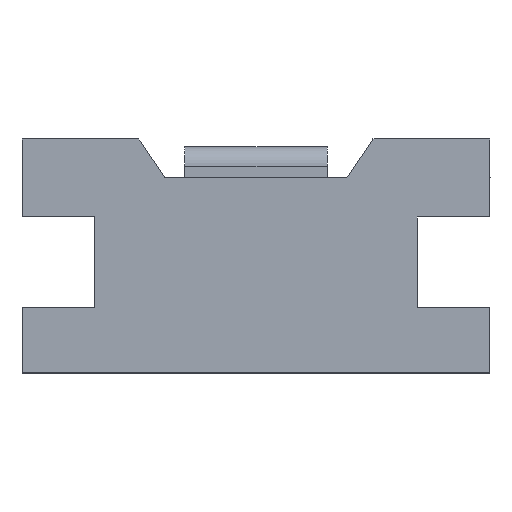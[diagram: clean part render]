
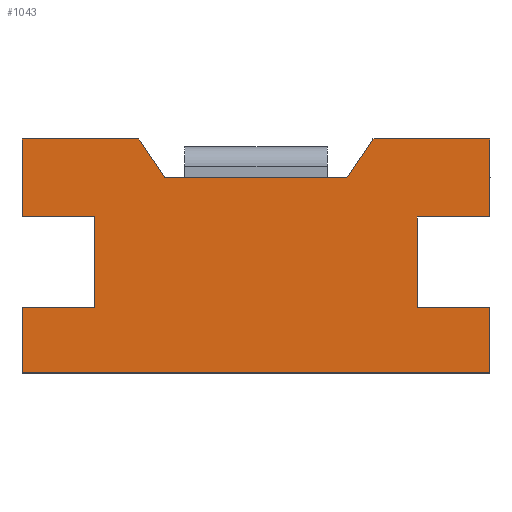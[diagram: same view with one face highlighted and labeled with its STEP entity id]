
A CAD part, front view. The second image highlights one B-rep face of the part: STEP entity #1043.
In plain terms, the highlighted planar face has unit normal (0, -1, 0).
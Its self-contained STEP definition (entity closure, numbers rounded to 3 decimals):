
#65=PLANE('',#1129);
#119=FACE_OUTER_BOUND('',#175,.T.);
#175=EDGE_LOOP('',(#893,#894,#895,#896,#897,#898,#899,#900,#901,#902,#903,
#904,#905,#906,#907,#908));
#204=LINE('',#1467,#332);
#216=LINE('',#1491,#344);
#221=LINE('',#1500,#349);
#236=LINE('',#1532,#364);
#245=LINE('',#1550,#373);
#257=LINE('',#1573,#385);
#293=LINE('',#1663,#421);
#294=LINE('',#1665,#422);
#295=LINE('',#1667,#423);
#296=LINE('',#1669,#424);
#297=LINE('',#1671,#425);
#298=LINE('',#1673,#426);
#299=LINE('',#1675,#427);
#300=LINE('',#1677,#428);
#301=LINE('',#1679,#429);
#302=LINE('',#1680,#430);
#332=VECTOR('',#1192,10.);
#344=VECTOR('',#1208,10.);
#349=VECTOR('',#1217,10.);
#364=VECTOR('',#1238,10.);
#373=VECTOR('',#1253,10.);
#385=VECTOR('',#1279,10.);
#421=VECTOR('',#1367,10.);
#422=VECTOR('',#1368,10.);
#423=VECTOR('',#1369,10.);
#424=VECTOR('',#1370,10.);
#425=VECTOR('',#1371,10.);
#426=VECTOR('',#1372,10.);
#427=VECTOR('',#1373,10.);
#428=VECTOR('',#1374,10.);
#429=VECTOR('',#1375,10.);
#430=VECTOR('',#1376,10.);
#479=VERTEX_POINT('',#1464);
#480=VERTEX_POINT('',#1466);
#489=VERTEX_POINT('',#1488);
#490=VERTEX_POINT('',#1490);
#505=VERTEX_POINT('',#1529);
#506=VERTEX_POINT('',#1531);
#511=VERTEX_POINT('',#1547);
#512=VERTEX_POINT('',#1549);
#545=VERTEX_POINT('',#1664);
#546=VERTEX_POINT('',#1666);
#547=VERTEX_POINT('',#1668);
#548=VERTEX_POINT('',#1670);
#549=VERTEX_POINT('',#1672);
#550=VERTEX_POINT('',#1674);
#551=VERTEX_POINT('',#1676);
#552=VERTEX_POINT('',#1678);
#580=EDGE_CURVE('',#479,#480,#204,.T.);
#592=EDGE_CURVE('',#489,#490,#216,.T.);
#597=EDGE_CURVE('',#490,#479,#221,.T.);
#612=EDGE_CURVE('',#506,#505,#236,.T.);
#621=EDGE_CURVE('',#511,#512,#245,.T.);
#633=EDGE_CURVE('',#506,#511,#257,.T.);
#677=EDGE_CURVE('',#489,#512,#293,.T.);
#678=EDGE_CURVE('',#505,#545,#294,.T.);
#679=EDGE_CURVE('',#545,#546,#295,.T.);
#680=EDGE_CURVE('',#546,#547,#296,.T.);
#681=EDGE_CURVE('',#547,#548,#297,.T.);
#682=EDGE_CURVE('',#549,#548,#298,.T.);
#683=EDGE_CURVE('',#550,#549,#299,.T.);
#684=EDGE_CURVE('',#551,#550,#300,.F.);
#685=EDGE_CURVE('',#552,#551,#301,.T.);
#686=EDGE_CURVE('',#480,#552,#302,.F.);
#893=ORIENTED_EDGE('',*,*,#592,.F.);
#894=ORIENTED_EDGE('',*,*,#677,.T.);
#895=ORIENTED_EDGE('',*,*,#621,.F.);
#896=ORIENTED_EDGE('',*,*,#633,.F.);
#897=ORIENTED_EDGE('',*,*,#612,.T.);
#898=ORIENTED_EDGE('',*,*,#678,.T.);
#899=ORIENTED_EDGE('',*,*,#679,.T.);
#900=ORIENTED_EDGE('',*,*,#680,.T.);
#901=ORIENTED_EDGE('',*,*,#681,.T.);
#902=ORIENTED_EDGE('',*,*,#682,.F.);
#903=ORIENTED_EDGE('',*,*,#683,.F.);
#904=ORIENTED_EDGE('',*,*,#684,.F.);
#905=ORIENTED_EDGE('',*,*,#685,.F.);
#906=ORIENTED_EDGE('',*,*,#686,.F.);
#907=ORIENTED_EDGE('',*,*,#580,.F.);
#908=ORIENTED_EDGE('',*,*,#597,.F.);
#1043=ADVANCED_FACE('',(#119),#65,.F.);
#1129=AXIS2_PLACEMENT_3D('',#1662,#1365,#1366);
#1192=DIRECTION('',(0.,0.,-1.));
#1208=DIRECTION('',(0.555,0.,0.832));
#1217=DIRECTION('',(1.,0.,0.));
#1238=DIRECTION('',(0.,0.,-1.));
#1253=DIRECTION('',(0.555,0.,-0.832));
#1279=DIRECTION('',(1.,0.,0.));
#1365=DIRECTION('center_axis',(0.,1.,0.));
#1366=DIRECTION('ref_axis',(1.,0.,0.));
#1367=DIRECTION('',(-1.,0.,0.));
#1368=DIRECTION('',(1.,0.,0.));
#1369=DIRECTION('',(0.,0.,-1.));
#1370=DIRECTION('',(-1.,0.,0.));
#1371=DIRECTION('',(0.,0.,-1.));
#1372=DIRECTION('',(-1.,0.,0.));
#1373=DIRECTION('',(0.,0.,-1.));
#1374=DIRECTION('',(-1.,0.,0.));
#1375=DIRECTION('',(0.,0.,-1.));
#1376=DIRECTION('',(1.,0.,0.));
#1464=CARTESIAN_POINT('',(18.,0.,10.));
#1466=CARTESIAN_POINT('',(18.,0.,7.));
#1467=CARTESIAN_POINT('',(18.,0.,10.));
#1488=CARTESIAN_POINT('',(12.5,0.,8.5));
#1490=CARTESIAN_POINT('',(13.5,0.,10.));
#1491=CARTESIAN_POINT('',(11.519,0.,7.029));
#1500=CARTESIAN_POINT('',(0.,0.,10.));
#1529=CARTESIAN_POINT('',(0.,0.,7.));
#1531=CARTESIAN_POINT('',(0.,0.,10.));
#1532=CARTESIAN_POINT('',(0.,0.,10.));
#1547=CARTESIAN_POINT('',(4.5,0.,10.));
#1549=CARTESIAN_POINT('',(5.5,0.,8.5));
#1550=CARTESIAN_POINT('',(6.481,0.,7.029));
#1573=CARTESIAN_POINT('',(0.,0.,10.));
#1662=CARTESIAN_POINT('Origin',(9.,0.,5.5));
#1663=CARTESIAN_POINT('',(10.75,0.,8.5));
#1664=CARTESIAN_POINT('',(2.8,0.,7.));
#1665=CARTESIAN_POINT('',(5.9,0.,7.));
#1666=CARTESIAN_POINT('',(2.8,0.,3.5));
#1667=CARTESIAN_POINT('',(2.8,0.,8.5));
#1668=CARTESIAN_POINT('',(0.,0.,3.5));
#1669=CARTESIAN_POINT('',(2.8,0.,3.5));
#1670=CARTESIAN_POINT('',(0.,0.,1.));
#1671=CARTESIAN_POINT('',(0.,0.,3.5));
#1672=CARTESIAN_POINT('',(18.,0.,1.));
#1673=CARTESIAN_POINT('',(18.,0.,1.));
#1674=CARTESIAN_POINT('',(18.,0.,3.5));
#1675=CARTESIAN_POINT('',(18.,0.,5.));
#1676=CARTESIAN_POINT('',(15.2,0.,3.5));
#1677=CARTESIAN_POINT('',(12.1,0.,3.5));
#1678=CARTESIAN_POINT('',(15.2,0.,7.));
#1679=CARTESIAN_POINT('',(15.2,0.,8.5));
#1680=CARTESIAN_POINT('',(13.5,0.,7.));
